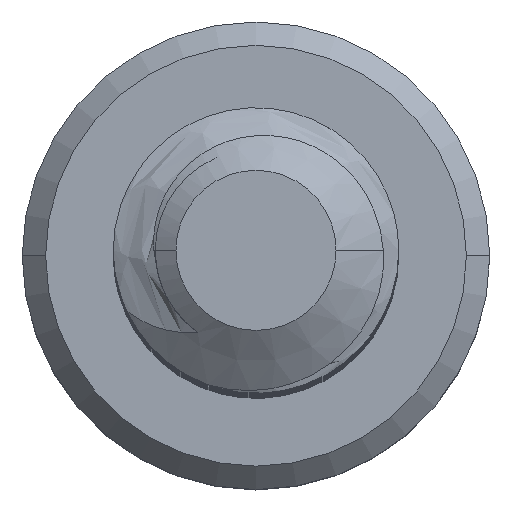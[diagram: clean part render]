
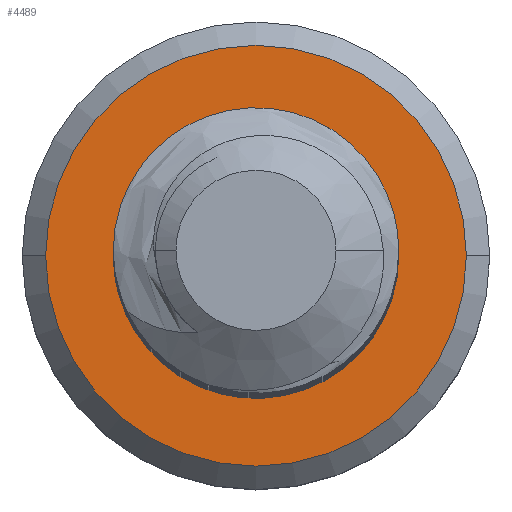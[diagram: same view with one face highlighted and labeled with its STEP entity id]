
A CAD part, top view. The second image highlights one B-rep face of the part: STEP entity #4489.
In plain terms, the highlighted planar face has unit normal (0, 0, 1).
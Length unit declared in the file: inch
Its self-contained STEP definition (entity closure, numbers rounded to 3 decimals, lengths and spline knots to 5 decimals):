
#47 = DIRECTION ( 'NONE',  ( 0., 0., -1. ) ) ;
#347 = CARTESIAN_POINT ( 'NONE',  ( -0.05226, -0.02769, -1.5 ) ) ;
#464 = CIRCLE ( 'NONE', #2398, 0.0487 ) ;
#734 = CARTESIAN_POINT ( 'NONE',  ( -0.1017, 0., -1.5 ) ) ;
#744 = B_SPLINE_CURVE_WITH_KNOTS ( 'NONE', 3,
 ( #10419, #1176, #11355, #5947, #347, #6866, #1309, #7747, #2251, #8631, #3188, #9550, #4143, #10462 ),
 .UNSPECIFIED., .F., .F.,
 ( 4, 2, 2, 2, 2, 2, 4 ),
 ( 0., 0.00089, 0.00178, 0.00222, 0.00267, 0.00311, 0.00356 ),
 .UNSPECIFIED. ) ;
#825 = AXIS2_PLACEMENT_3D ( 'NONE', #3196, #9558, #4152 ) ;
#918 = CARTESIAN_POINT ( 'NONE',  ( 0.05234, -0.0122, -1.5 ) ) ;
#1176 = CARTESIAN_POINT ( 'NONE',  ( -0.01169, -0.05058, -1.5 ) ) ;
#1309 = CARTESIAN_POINT ( 'NONE',  ( -0.06135, -0.00599, -1.5 ) ) ;
#1460 = CIRCLE ( 'NONE', #7236, 0.069 ) ;
#1538 = VERTEX_POINT ( 'NONE', #8064 ) ;
#1833 = EDGE_CURVE ( 'NONE', #2606, #11050, #1460, .T. ) ;
#1835 = CARTESIAN_POINT ( 'NONE',  ( 0., 0.069, -1.5 ) ) ;
#1874 = CARTESIAN_POINT ( 'NONE',  ( 0.04312, -0.02719, -1.5 ) ) ;
#2226 = CIRCLE ( 'NONE', #9890, 0.1017 ) ;
#2246 = VERTEX_POINT ( 'NONE', #11606 ) ;
#2251 = CARTESIAN_POINT ( 'NONE',  ( -0.06309, 0.01154, -1.5 ) ) ;
#2398 = AXIS2_PLACEMENT_3D ( 'NONE', #5663, #47, #6574 ) ;
#2585 = FACE_BOUND ( 'NONE', #7029, .T. ) ;
#2606 = VERTEX_POINT ( 'NONE', #7682 ) ;
#2670 = ORIENTED_EDGE ( 'NONE', *, *, #9384, .T. ) ;
#2776 = CARTESIAN_POINT ( 'NONE',  ( 0.01153, 0.06689, -1.5 ) ) ;
#2816 = CARTESIAN_POINT ( 'NONE',  ( 0.03412, -0.03475, -1.5 ) ) ;
#2849 = ORIENTED_EDGE ( 'NONE', *, *, #8055, .T. ) ;
#3188 = CARTESIAN_POINT ( 'NONE',  ( -0.05982, 0.02885, -1.5 ) ) ;
#3196 = CARTESIAN_POINT ( 'NONE',  ( 0., 0., -1.5 ) ) ;
#3472 = DIRECTION ( 'NONE',  ( -1., 0., 0. ) ) ;
#3546 = CARTESIAN_POINT ( 'NONE',  ( 0., 0., -1.5 ) ) ;
#3722 = CARTESIAN_POINT ( 'NONE',  ( 0.02753, 0.05951, -1.5 ) ) ;
#4143 = CARTESIAN_POINT ( 'NONE',  ( -0.052, 0.0446, -1.5 ) ) ;
#4152 = DIRECTION ( 'NONE',  ( -1., 0., 0. ) ) ;
#4489 = ADVANCED_FACE ( 'NONE', ( #7455, #2585 ), #8865, .F. ) ;
#4495 = DIRECTION ( 'NONE',  ( -1., 0., 0. ) ) ;
#4659 = CARTESIAN_POINT ( 'NONE',  ( 0.04868, 0.03892, -1.5 ) ) ;
#4727 = DIRECTION ( 'NONE',  ( 1., 0., 0. ) ) ;
#4929 = CARTESIAN_POINT ( 'NONE',  ( -0.04834, 0.04923, -1.5 ) ) ;
#5477 = CARTESIAN_POINT ( 'NONE',  ( 0.00588, 0.06833, -1.5 ) ) ;
#5586 = CARTESIAN_POINT ( 'NONE',  ( 0.05592, 0.01675, -1.5 ) ) ;
#5663 = CARTESIAN_POINT ( 'NONE',  ( 0., 0., -1.5 ) ) ;
#5947 = CARTESIAN_POINT ( 'NONE',  ( -0.04432, -0.03688, -1.5 ) ) ;
#6161 = EDGE_LOOP ( 'NONE', ( #6199, #2670 ) ) ;
#6199 = ORIENTED_EDGE ( 'NONE', *, *, #9062, .T. ) ;
#6501 = CARTESIAN_POINT ( 'NONE',  ( 0.05565, -0.00084, -1.5 ) ) ;
#6574 = DIRECTION ( 'NONE',  ( 1., 0., 0. ) ) ;
#6799 = B_SPLINE_CURVE_WITH_KNOTS ( 'NONE', 3,
 ( #1835, #5477, #2776, #9151, #3722, #10051, #4659, #10990, #5586, #11919, #6501, #918, #7375, #1874, #8283, #2816 ),
 .UNSPECIFIED., .F., .F.,
 ( 4, 2, 2, 2, 2, 2, 2, 4 ),
 ( 0., 0.00044, 0.00089, 0.00178, 0.00222, 0.00267, 0.00311, 0.00355 ),
 .UNSPECIFIED. ) ;
#6866 = CARTESIAN_POINT ( 'NONE',  ( -0.05968, -0.0116, -1.5 ) ) ;
#7029 = EDGE_LOOP ( 'NONE', ( #10517, #11690, #10807, #2849 ) ) ;
#7236 = AXIS2_PLACEMENT_3D ( 'NONE', #9717, #9705, #4727 ) ;
#7375 = CARTESIAN_POINT ( 'NONE',  ( 0.04983, -0.01748, -1.5 ) ) ;
#7441 = CARTESIAN_POINT ( 'NONE',  ( 0.1017, 0., -1.5 ) ) ;
#7455 = FACE_OUTER_BOUND ( 'NONE', #6161, .T. ) ;
#7682 = CARTESIAN_POINT ( 'NONE',  ( 0., 0.069, -1.5 ) ) ;
#7747 = CARTESIAN_POINT ( 'NONE',  ( -0.06307, 0.00562, -1.5 ) ) ;
#8055 = EDGE_CURVE ( 'NONE', #2246, #11050, #744, .T. ) ;
#8064 = CARTESIAN_POINT ( 'NONE',  ( 0.03412, -0.03475, -1.5 ) ) ;
#8283 = CARTESIAN_POINT ( 'NONE',  ( 0.03902, -0.03141, -1.5 ) ) ;
#8354 = EDGE_CURVE ( 'NONE', #2606, #1538, #6799, .T. ) ;
#8426 = EDGE_CURVE ( 'NONE', #1538, #2246, #464, .T. ) ;
#8631 = CARTESIAN_POINT ( 'NONE',  ( -0.06148, 0.02312, -1.5 ) ) ;
#8821 = CARTESIAN_POINT ( 'NONE',  ( 0., 0., -1.5 ) ) ;
#8865 = PLANE ( 'NONE',  #11858 ) ;
#8902 = DIRECTION ( 'NONE',  ( 0., 0., -1. ) ) ;
#9062 = EDGE_CURVE ( 'NONE', #10804, #10970, #2226, .T. ) ;
#9151 = CARTESIAN_POINT ( 'NONE',  ( 0.02239, 0.06248, -1.5 ) ) ;
#9384 = EDGE_CURVE ( 'NONE', #10970, #10804, #11510, .T. ) ;
#9550 = CARTESIAN_POINT ( 'NONE',  ( -0.05507, 0.03952, -1.5 ) ) ;
#9558 = DIRECTION ( 'NONE',  ( 0., 0., 1. ) ) ;
#9705 = DIRECTION ( 'NONE',  ( 0., 0., 1. ) ) ;
#9717 = CARTESIAN_POINT ( 'NONE',  ( 0., 0., -1.5 ) ) ;
#9881 = DIRECTION ( 'NONE',  ( 0., 0., 1. ) ) ;
#9890 = AXIS2_PLACEMENT_3D ( 'NONE', #3546, #9881, #4495 ) ;
#10051 = CARTESIAN_POINT ( 'NONE',  ( 0.04135, 0.04877, -1.5 ) ) ;
#10419 = CARTESIAN_POINT ( 'NONE',  ( 0., -0.0487, -1.5 ) ) ;
#10462 = CARTESIAN_POINT ( 'NONE',  ( -0.04834, 0.04923, -1.5 ) ) ;
#10517 = ORIENTED_EDGE ( 'NONE', *, *, #1833, .F. ) ;
#10804 = VERTEX_POINT ( 'NONE', #734 ) ;
#10807 = ORIENTED_EDGE ( 'NONE', *, *, #8426, .T. ) ;
#10970 = VERTEX_POINT ( 'NONE', #7441 ) ;
#10990 = CARTESIAN_POINT ( 'NONE',  ( 0.05477, 0.0225, -1.5 ) ) ;
#11050 = VERTEX_POINT ( 'NONE', #4929 ) ;
#11355 = CARTESIAN_POINT ( 'NONE',  ( -0.02368, -0.04845, -1.5 ) ) ;
#11510 = CIRCLE ( 'NONE', #825, 0.1017 ) ;
#11606 = CARTESIAN_POINT ( 'NONE',  ( 0., -0.0487, -1.5 ) ) ;
#11690 = ORIENTED_EDGE ( 'NONE', *, *, #8354, .T. ) ;
#11858 = AXIS2_PLACEMENT_3D ( 'NONE', #8821, #8902, #3472 ) ;
#11919 = CARTESIAN_POINT ( 'NONE',  ( 0.05636, 0.00496, -1.5 ) ) ;
